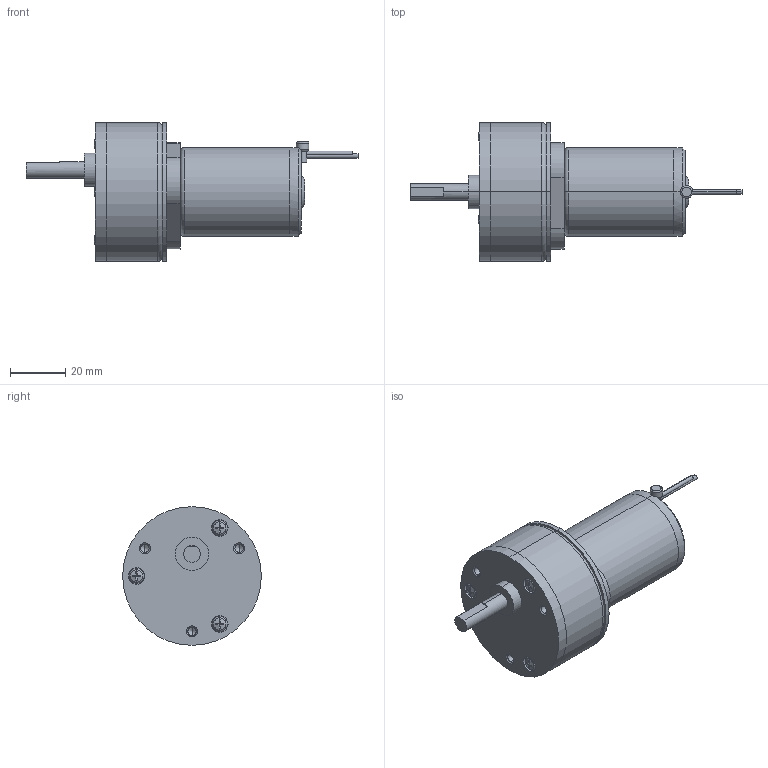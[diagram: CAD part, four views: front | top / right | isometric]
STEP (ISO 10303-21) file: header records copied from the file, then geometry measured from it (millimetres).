
FILE_DESCRIPTION(('starvars output'),'2;1');
FILE_NAME('33b50g.stp','13:38:13 2014/09/10',( 'Thomas Industrial Network Germany GmbH'),( 'Thomas Industrial Network Germany GmbH'),'unknown preprocess','ACIS' ,'unknown authorization');
FILE_SCHEMA(('AUTOMOTIVE_DESIGN_CC2 {UNKNOWN IMPLEMENTATION LEVEL}'));
Length unit declared in the file: millimetre
Products named in the file (4): PRODUCT_ID_22; PRODUCT_ID_23; PRODUCT_ID_24; PRODUCT_ID_25
Bounding box: 119.79 x 50 x 50 mm (x, y, z)
Volume: 91881.5 mm3; surface area: 15727.2 mm2
Topology: 10 solids, 13 shells, 231 faces, 500 edges, 298 vertices
Faces by surface type: cylinder 79, plane 78, cone 54, torus 14, bspline 6
Entity records: 7722 total; most frequent: CARTESIAN_POINT 1258, ORIENTED_EDGE 976, DIRECTION 742, EDGE_CURVE 488, VERTEX_POINT 298, AXIS2_PLACEMENT_3D 272, EDGE_LOOP 264, FACE_BOUND 264
